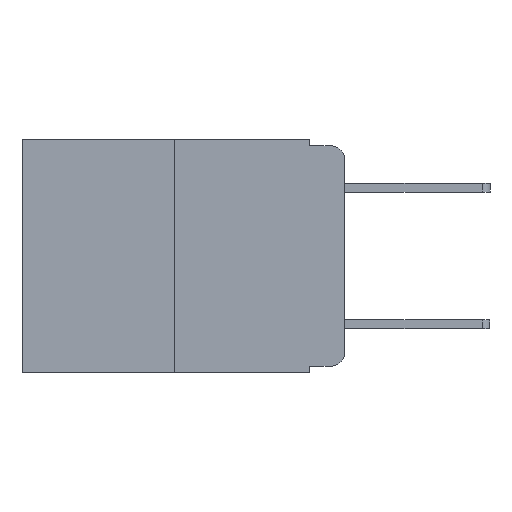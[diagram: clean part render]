
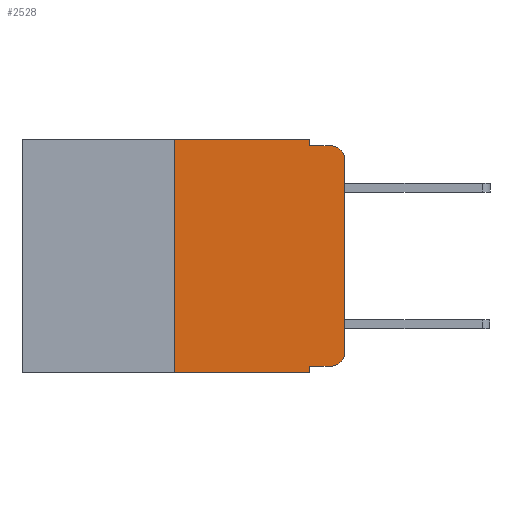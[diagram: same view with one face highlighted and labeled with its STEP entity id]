
A CAD part, left-side view. The second image highlights one B-rep face of the part: STEP entity #2528.
In plain terms, the highlighted planar face has unit normal (-1, 0, 0).
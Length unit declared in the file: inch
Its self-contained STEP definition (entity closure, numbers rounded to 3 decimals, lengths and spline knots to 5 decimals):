
#50 = ORIENTED_EDGE ( 'NONE', *, *, #1350, .F. ) ;
#275 = ORIENTED_EDGE ( 'NONE', *, *, #12276, .F. ) ;
#283 = EDGE_CURVE ( 'NONE', #5546, #3944, #9106, .T. ) ;
#317 = ORIENTED_EDGE ( 'NONE', *, *, #1479, .T. ) ;
#812 = DIRECTION ( 'NONE',  ( 0., 0., -1. ) ) ;
#861 = VECTOR ( 'NONE', #6749, 39.37008 ) ;
#1253 = ORIENTED_EDGE ( 'NONE', *, *, #8760, .F. ) ;
#1350 = EDGE_CURVE ( 'NONE', #6219, #1858, #10321, .T. ) ;
#1419 = CARTESIAN_POINT ( 'NONE',  ( 0., 0.051, -0.01 ) ) ;
#1479 = EDGE_CURVE ( 'NONE', #6219, #6162, #11828, .T. ) ;
#1595 = ORIENTED_EDGE ( 'NONE', *, *, #4159, .F. ) ;
#1657 = VECTOR ( 'NONE', #7586, 39.37008 ) ;
#1858 = VERTEX_POINT ( 'NONE', #10229 ) ;
#2461 = FACE_OUTER_BOUND ( 'NONE', #9651, .T. ) ;
#2467 = CIRCLE ( 'NONE', #5169, 0.02 ) ;
#2495 = CARTESIAN_POINT ( 'NONE',  ( 0., 0.051, 0. ) ) ;
#2528 = ADVANCED_FACE ( 'NONE', ( #2461 ), #12354, .F. ) ;
#2674 = ORIENTED_EDGE ( 'NONE', *, *, #12704, .T. ) ;
#3339 = CARTESIAN_POINT ( 'NONE',  ( 0., 0.473, 0. ) ) ;
#3480 = CARTESIAN_POINT ( 'NONE',  ( 0., 0.473, 0. ) ) ;
#3522 = LINE ( 'NONE', #11334, #8497 ) ;
#3581 = ORIENTED_EDGE ( 'NONE', *, *, #9606, .F. ) ;
#3614 = ORIENTED_EDGE ( 'NONE', *, *, #283, .T. ) ;
#3820 = VERTEX_POINT ( 'NONE', #6166 ) ;
#3876 = VECTOR ( 'NONE', #10121, 39.37008 ) ;
#3944 = VERTEX_POINT ( 'NONE', #12626 ) ;
#4001 = ORIENTED_EDGE ( 'NONE', *, *, #12620, .T. ) ;
#4100 = DIRECTION ( 'NONE',  ( 0., 0., 1. ) ) ;
#4159 = EDGE_CURVE ( 'NONE', #4452, #5715, #11392, .T. ) ;
#4233 = LINE ( 'NONE', #3480, #9092 ) ;
#4452 = VERTEX_POINT ( 'NONE', #12455 ) ;
#4588 = VERTEX_POINT ( 'NONE', #8350 ) ;
#4891 = CIRCLE ( 'NONE', #7712, 0.02 ) ;
#5169 = AXIS2_PLACEMENT_3D ( 'NONE', #5747, #12113, #6758 ) ;
#5240 = VERTEX_POINT ( 'NONE', #5718 ) ;
#5250 = AXIS2_PLACEMENT_3D ( 'NONE', #3339, #8599, #8021 ) ;
#5369 = VECTOR ( 'NONE', #4100, 39.37008 ) ;
#5546 = VERTEX_POINT ( 'NONE', #11696 ) ;
#5615 = CARTESIAN_POINT ( 'NONE',  ( 0., 0.473, -0.343 ) ) ;
#5715 = VERTEX_POINT ( 'NONE', #11040 ) ;
#5718 = CARTESIAN_POINT ( 'NONE',  ( 0., 0., -0.313 ) ) ;
#5747 = CARTESIAN_POINT ( 'NONE',  ( 0., 0.02, -0.03 ) ) ;
#5791 = DIRECTION ( 'NONE',  ( 0., -1., 0. ) ) ;
#6162 = VERTEX_POINT ( 'NONE', #6514 ) ;
#6166 = CARTESIAN_POINT ( 'NONE',  ( 0., 0., -0.03 ) ) ;
#6219 = VERTEX_POINT ( 'NONE', #9281 ) ;
#6514 = CARTESIAN_POINT ( 'NONE',  ( 0., 0.051, -0.343 ) ) ;
#6749 = DIRECTION ( 'NONE',  ( 0., 0., -1. ) ) ;
#6758 = DIRECTION ( 'NONE',  ( 0., 0., -1. ) ) ;
#6818 = ORIENTED_EDGE ( 'NONE', *, *, #11495, .T. ) ;
#7215 = DIRECTION ( 'NONE',  ( -1., 0., 0. ) ) ;
#7586 = DIRECTION ( 'NONE',  ( 0., -1., 0. ) ) ;
#7712 = AXIS2_PLACEMENT_3D ( 'NONE', #12572, #7215, #812 ) ;
#8021 = DIRECTION ( 'NONE',  ( 0., 0., -1. ) ) ;
#8350 = CARTESIAN_POINT ( 'NONE',  ( 0., 0.02, -0.01 ) ) ;
#8497 = VECTOR ( 'NONE', #12225, 39.37008 ) ;
#8599 = DIRECTION ( 'NONE',  ( 1., 0., 0. ) ) ;
#8760 = EDGE_CURVE ( 'NONE', #5715, #4588, #11579, .T. ) ;
#9092 = VECTOR ( 'NONE', #11111, 39.37008 ) ;
#9106 = LINE ( 'NONE', #9998, #1657 ) ;
#9210 = VECTOR ( 'NONE', #5791, 39.37008 ) ;
#9226 = VECTOR ( 'NONE', #9509, 39.37008 ) ;
#9281 = CARTESIAN_POINT ( 'NONE',  ( 0., 0.25, -0.343 ) ) ;
#9509 = DIRECTION ( 'NONE',  ( 0., -1., 0. ) ) ;
#9606 = EDGE_CURVE ( 'NONE', #5546, #6162, #3522, .T. ) ;
#9651 = EDGE_LOOP ( 'NONE', ( #2674, #6818, #1253, #1595, #275, #50, #317, #3581, #3614, #4001 ) ) ;
#9998 = CARTESIAN_POINT ( 'NONE',  ( 0., 0.051, -0.333 ) ) ;
#10121 = DIRECTION ( 'NONE',  ( 0., 0., 1. ) ) ;
#10229 = CARTESIAN_POINT ( 'NONE',  ( 0., 0.25, 0. ) ) ;
#10321 = LINE ( 'NONE', #12467, #5369 ) ;
#10999 = CARTESIAN_POINT ( 'NONE',  ( 0., 0., 0. ) ) ;
#11040 = CARTESIAN_POINT ( 'NONE',  ( 0., 0.051, -0.01 ) ) ;
#11111 = DIRECTION ( 'NONE',  ( 0., -1., 0. ) ) ;
#11334 = CARTESIAN_POINT ( 'NONE',  ( 0., 0.051, 0. ) ) ;
#11392 = LINE ( 'NONE', #2495, #861 ) ;
#11410 = LINE ( 'NONE', #10999, #3876 ) ;
#11495 = EDGE_CURVE ( 'NONE', #3820, #4588, #2467, .T. ) ;
#11579 = LINE ( 'NONE', #1419, #9226 ) ;
#11696 = CARTESIAN_POINT ( 'NONE',  ( 0., 0.051, -0.333 ) ) ;
#11828 = LINE ( 'NONE', #5615, #9210 ) ;
#12113 = DIRECTION ( 'NONE',  ( -1., 0., 0. ) ) ;
#12225 = DIRECTION ( 'NONE',  ( 0., 0., -1. ) ) ;
#12276 = EDGE_CURVE ( 'NONE', #1858, #4452, #4233, .T. ) ;
#12354 = PLANE ( 'NONE',  #5250 ) ;
#12455 = CARTESIAN_POINT ( 'NONE',  ( 0., 0.051, 0. ) ) ;
#12467 = CARTESIAN_POINT ( 'NONE',  ( 0., 0.25, 0. ) ) ;
#12572 = CARTESIAN_POINT ( 'NONE',  ( 0., 0.02, -0.313 ) ) ;
#12620 = EDGE_CURVE ( 'NONE', #3944, #5240, #4891, .T. ) ;
#12626 = CARTESIAN_POINT ( 'NONE',  ( 0., 0.02, -0.333 ) ) ;
#12704 = EDGE_CURVE ( 'NONE', #5240, #3820, #11410, .T. ) ;
